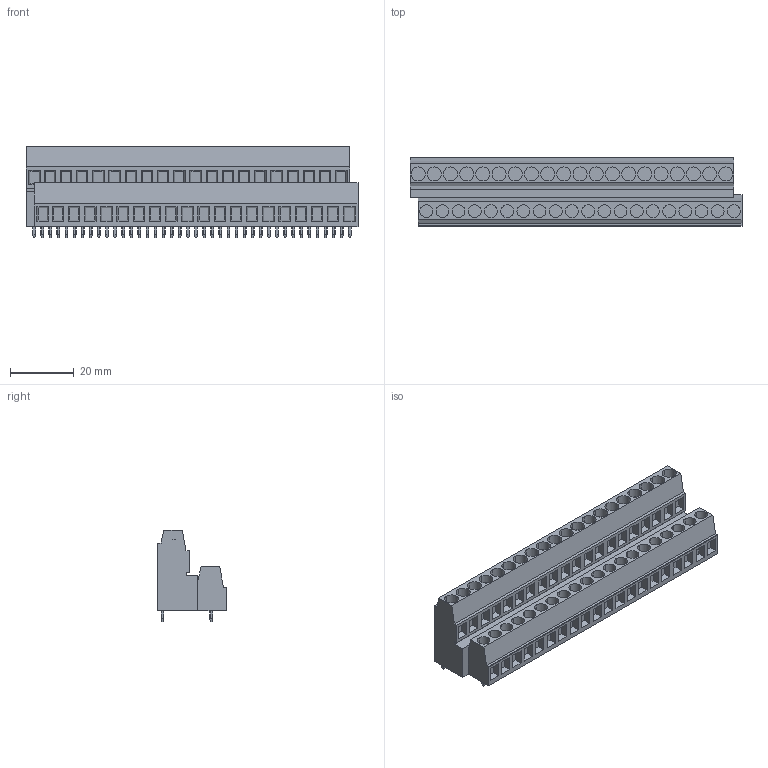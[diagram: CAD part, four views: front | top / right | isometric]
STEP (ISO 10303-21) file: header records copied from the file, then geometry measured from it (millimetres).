
FILE_DESCRIPTION(('CATIA V5 STEP Exchange','CAx-IF Rec.Pracs.--- Model Styling and Organization---1.2---2011-12-15'),'2;1');
FILE_NAME ('D1455716_0_1769030000_1769030000.stp','2018-09-07T07:38:59+00:00',('none'),('Weidmueller'),'CATIA Version 5-6 Release 2014','CATIA V5 STEP AP214','none');
FILE_SCHEMA(('AUTOMOTIVE_DESIGN { 1 0 10303 214 1 1 1 1 }'));
Length unit declared in the file: millimetre
Products named in the file (1): 1769030000
Bounding box: 104.14 x 21.6 x 28.7 mm (x, y, z)
Volume: 35383.8 mm3; surface area: 14034.7 mm2
Topology: 41 solids, 41 shells, 904 faces, 2226 edges, 1484 vertices
Faces by surface type: plane 823, cylinder 81
Entity records: 24356 total; most frequent: CARTESIAN_POINT 4744, ORIENTED_EDGE 4452, DIRECTION 3098, EDGE_CURVE 2226, VECTOR 1666, LINE 1666, VERTEX_POINT 1484, EDGE_LOOP 984
